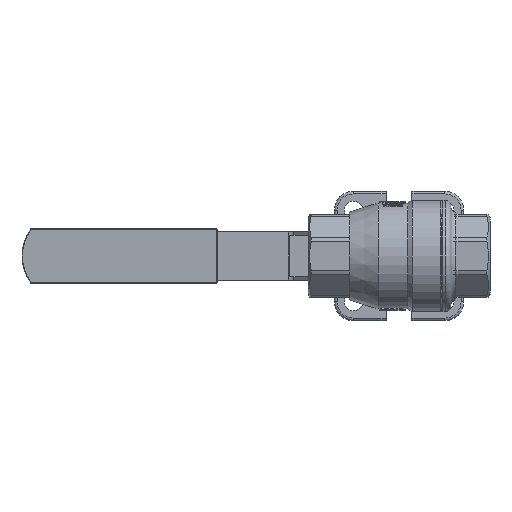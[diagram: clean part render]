
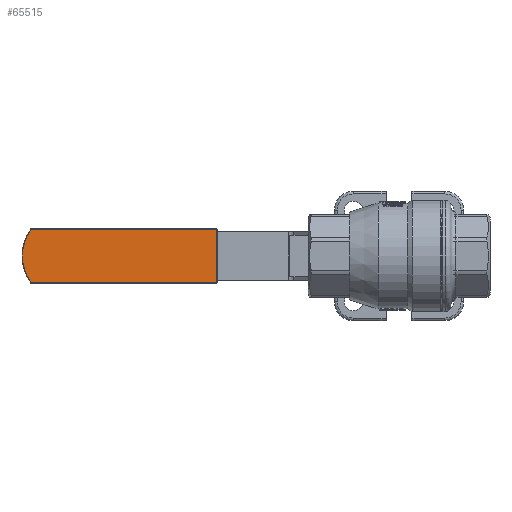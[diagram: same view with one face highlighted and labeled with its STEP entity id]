
A CAD part, front view. The second image highlights one B-rep face of the part: STEP entity #65515.
In plain terms, the highlighted planar face has unit normal (0, -1, 0).
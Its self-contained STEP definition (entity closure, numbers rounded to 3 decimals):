
#2215 = DIRECTION ( 'NONE',  ( -1., 0., 0. ) ) ;
#4618 = CARTESIAN_POINT ( 'NONE',  ( -145.942, 19., 10.5 ) ) ;
#5241 = FACE_OUTER_BOUND ( 'NONE', #24855, .T. ) ;
#6362 = CARTESIAN_POINT ( 'NONE',  ( -128.069, 19., 0. ) ) ;
#6541 = CARTESIAN_POINT ( 'NONE',  ( -145.942, 19., -10.3 ) ) ;
#6835 = CARTESIAN_POINT ( 'NONE',  ( -70.644, 19., 10.5 ) ) ;
#10334 = VERTEX_POINT ( 'NONE', #38300 ) ;
#11262 = DIRECTION ( 'NONE',  ( 0., 1., 0. ) ) ;
#13011 = DIRECTION ( 'NONE',  ( -1., 0., 0. ) ) ;
#13480 = DIRECTION ( 'NONE',  ( 0., 0., 1. ) ) ;
#13715 = VECTOR ( 'NONE', #85581, 1000. ) ;
#19351 = EDGE_CURVE ( 'NONE', #10334, #51405, #36656, .T. ) ;
#24855 = EDGE_LOOP ( 'NONE', ( #54389, #70521, #40238, #46196, #32279 ) ) ;
#27012 = CARTESIAN_POINT ( 'NONE',  ( -142.533, 19., 10.3 ) ) ;
#32279 = ORIENTED_EDGE ( 'NONE', *, *, #19351, .T. ) ;
#32754 = EDGE_CURVE ( 'NONE', #41257, #51495, #76841, .T. ) ;
#32883 = EDGE_CURVE ( 'NONE', #51495, #43692, #68580, .T. ) ;
#34686 = EDGE_CURVE ( 'NONE', #43692, #10334, #80819, .T. ) ;
#35528 = VECTOR ( 'NONE', #13480, 1000. ) ;
#36656 = CIRCLE ( 'NONE', #67457, 17.674 ) ;
#37076 = EDGE_CURVE ( 'NONE', #51405, #41257, #83905, .T. ) ;
#38300 = CARTESIAN_POINT ( 'NONE',  ( -145.742, 19., 0. ) ) ;
#40238 = ORIENTED_EDGE ( 'NONE', *, *, #32883, .T. ) ;
#41257 = VERTEX_POINT ( 'NONE', #84587 ) ;
#41717 = DIRECTION ( 'NONE',  ( 0., -1., 0. ) ) ;
#43692 = VERTEX_POINT ( 'NONE', #78526 ) ;
#44119 = PLANE ( 'NONE',  #60394 ) ;
#46196 = ORIENTED_EDGE ( 'NONE', *, *, #34686, .T. ) ;
#48968 = VECTOR ( 'NONE', #66535, 1000. ) ;
#51405 = VERTEX_POINT ( 'NONE', #68453 ) ;
#51495 = VERTEX_POINT ( 'NONE', #69312 ) ;
#52507 = DIRECTION ( 'NONE',  ( 0., -1., 0. ) ) ;
#54389 = ORIENTED_EDGE ( 'NONE', *, *, #37076, .T. ) ;
#57380 = DIRECTION ( 'NONE',  ( -1., 0., 0. ) ) ;
#60394 = AXIS2_PLACEMENT_3D ( 'NONE', #4618, #11262, #57380 ) ;
#65104 = AXIS2_PLACEMENT_3D ( 'NONE', #6362, #52507, #13011 ) ;
#65515 = ADVANCED_FACE ( 'NONE', ( #5241 ), #44119, .F. ) ;
#66535 = DIRECTION ( 'NONE',  ( -1., 0., 0. ) ) ;
#67457 = AXIS2_PLACEMENT_3D ( 'NONE', #81221, #41717, #2215 ) ;
#68453 = CARTESIAN_POINT ( 'NONE',  ( -142.431, 19., -10.3 ) ) ;
#68580 = LINE ( 'NONE', #27012, #48968 ) ;
#69312 = CARTESIAN_POINT ( 'NONE',  ( -70.644, 19., 10.3 ) ) ;
#70521 = ORIENTED_EDGE ( 'NONE', *, *, #32754, .T. ) ;
#76841 = LINE ( 'NONE', #6835, #35528 ) ;
#78526 = CARTESIAN_POINT ( 'NONE',  ( -142.431, 19., 10.3 ) ) ;
#80819 = CIRCLE ( 'NONE', #65104, 17.674 ) ;
#81221 = CARTESIAN_POINT ( 'NONE',  ( -128.069, 19., 0. ) ) ;
#83905 = LINE ( 'NONE', #6541, #13715 ) ;
#84587 = CARTESIAN_POINT ( 'NONE',  ( -70.644, 19., -10.3 ) ) ;
#85581 = DIRECTION ( 'NONE',  ( 1., 0., 0. ) ) ;
